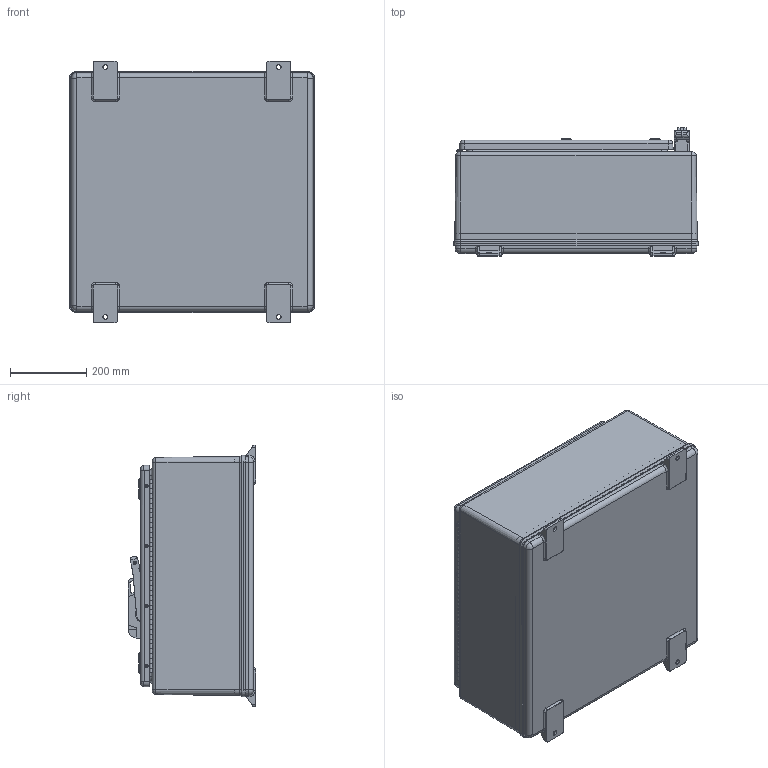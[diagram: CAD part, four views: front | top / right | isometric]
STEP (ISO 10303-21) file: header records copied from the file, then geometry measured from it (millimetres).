
FILE_DESCRIPTION (( 'STEP AP214' ), '1' );
FILE_NAME ('FD2424.STEP', '2019-07-09T20:09:37', ( '' ), ( '' ), 'SwSTEP 2.0', 'SolidWorks 2018', '' );
FILE_SCHEMA (( 'AUTOMOTIVE_DESIGN' ));
Length unit declared in the file: inch
Products named in the file (1): FD2424
Bounding box: 641.35 x 334.96 x 685.8 mm (x, y, z)
Volume: 9633394.2 mm3; surface area: 4183983.2 mm2
Topology: 88 solids, 88 shells, 2573 faces, 6381 edges, 4080 vertices
Faces by surface type: plane 1270, cylinder 735, cone 389, bspline 133, torus 46
Full cylindrical faces by diameter (mm): 3.175 x41, 3.302 x4, 3.454 x1, 3.683 x2, 3.81 x12, 4.064 x4, 4.343 x4, 4.369 x4, 4.572 x1, 4.762 x4, 4.763 x20, 4.775 x1, 4.826 x4, 5.08 x6, 5.232 x6, 5.537 x4, 5.944 x1, 6.35 x4, 6.477 x2, 6.528 x10, 6.858 x2, 6.985 x40, 7.137 x8, 7.62 x10, 7.798 x4, 7.925 x13, 9.068 x4, 9.492 x72, 9.525 x7, 11 x4
Entity records: 81663 total; most frequent: CARTESIAN_POINT 23803, DIRECTION 11516, ORIENTED_EDGE 10870, EDGE_CURVE 5435, AXIS2_PLACEMENT_3D 4167, VERTEX_POINT 3787, EDGE_LOOP 3636, LINE 3182
